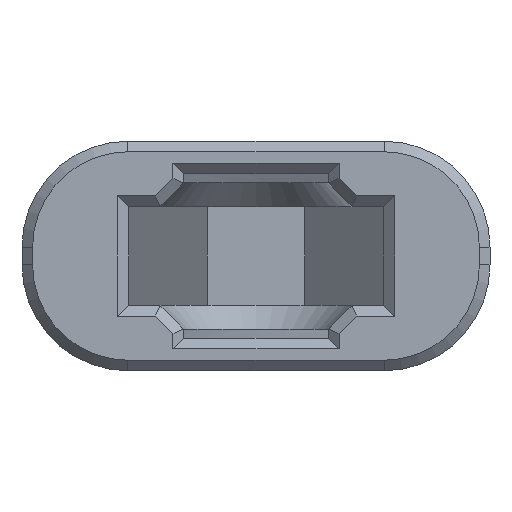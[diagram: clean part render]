
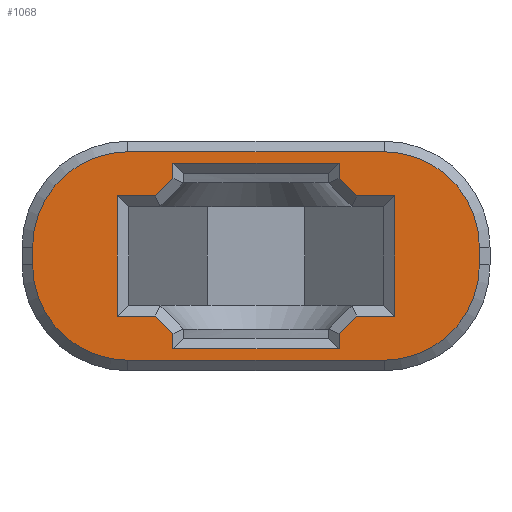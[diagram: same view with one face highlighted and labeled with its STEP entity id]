
A CAD part, front view. The second image highlights one B-rep face of the part: STEP entity #1068.
In plain terms, the highlighted planar face has unit normal (0, -1, 0).
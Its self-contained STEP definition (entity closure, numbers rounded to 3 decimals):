
#23=FACE_BOUND('',#161,.T.);
#40=PLANE('',#1161);
#91=FACE_OUTER_BOUND('',#160,.T.);
#160=EDGE_LOOP('',(#782,#783,#784,#785,#786,#787,#788,#789));
#161=EDGE_LOOP('',(#790,#791,#792,#793,#794,#795,#796,#797,#798,#799,#800,
#801,#802,#803,#804,#805));
#219=CIRCLE('',#1141,2.7);
#221=CIRCLE('',#1145,2.7);
#223=CIRCLE('',#1149,2.7);
#225=CIRCLE('',#1153,2.7);
#256=LINE('',#1583,#374);
#258=LINE('',#1592,#376);
#264=LINE('',#1607,#382);
#267=LINE('',#1616,#385);
#275=LINE('',#1638,#393);
#276=LINE('',#1640,#394);
#277=LINE('',#1642,#395);
#278=LINE('',#1644,#396);
#279=LINE('',#1646,#397);
#280=LINE('',#1648,#398);
#281=LINE('',#1650,#399);
#282=LINE('',#1652,#400);
#283=LINE('',#1654,#401);
#284=LINE('',#1656,#402);
#285=LINE('',#1658,#403);
#286=LINE('',#1660,#404);
#287=LINE('',#1662,#405);
#288=LINE('',#1664,#406);
#289=LINE('',#1666,#407);
#290=LINE('',#1667,#408);
#374=VECTOR('',#1256,10.);
#376=VECTOR('',#1266,10.);
#382=VECTOR('',#1280,10.);
#385=VECTOR('',#1291,10.);
#393=VECTOR('',#1313,10.);
#394=VECTOR('',#1314,10.);
#395=VECTOR('',#1315,10.);
#396=VECTOR('',#1316,10.);
#397=VECTOR('',#1317,10.);
#398=VECTOR('',#1318,10.);
#399=VECTOR('',#1319,10.);
#400=VECTOR('',#1320,10.);
#401=VECTOR('',#1321,10.);
#402=VECTOR('',#1322,10.);
#403=VECTOR('',#1323,10.);
#404=VECTOR('',#1324,10.);
#405=VECTOR('',#1325,10.);
#406=VECTOR('',#1326,10.);
#407=VECTOR('',#1327,10.);
#408=VECTOR('',#1328,10.);
#488=VERTEX_POINT('',#1570);
#491=VERTEX_POINT('',#1575);
#492=VERTEX_POINT('',#1579);
#494=VERTEX_POINT('',#1585);
#496=VERTEX_POINT('',#1591);
#498=VERTEX_POINT('',#1597);
#500=VERTEX_POINT('',#1603);
#502=VERTEX_POINT('',#1609);
#509=VERTEX_POINT('',#1636);
#510=VERTEX_POINT('',#1637);
#511=VERTEX_POINT('',#1639);
#512=VERTEX_POINT('',#1641);
#513=VERTEX_POINT('',#1643);
#514=VERTEX_POINT('',#1645);
#515=VERTEX_POINT('',#1647);
#516=VERTEX_POINT('',#1649);
#517=VERTEX_POINT('',#1651);
#518=VERTEX_POINT('',#1653);
#519=VERTEX_POINT('',#1655);
#520=VERTEX_POINT('',#1657);
#521=VERTEX_POINT('',#1659);
#522=VERTEX_POINT('',#1661);
#523=VERTEX_POINT('',#1663);
#524=VERTEX_POINT('',#1665);
#581=EDGE_CURVE('',#491,#488,#219,.T.);
#584=EDGE_CURVE('',#488,#492,#256,.T.);
#587=EDGE_CURVE('',#492,#494,#221,.T.);
#588=EDGE_CURVE('',#494,#496,#258,.T.);
#593=EDGE_CURVE('',#496,#498,#223,.T.);
#596=EDGE_CURVE('',#498,#500,#264,.T.);
#599=EDGE_CURVE('',#500,#502,#225,.T.);
#601=EDGE_CURVE('',#502,#491,#267,.T.);
#611=EDGE_CURVE('',#509,#510,#275,.T.);
#612=EDGE_CURVE('',#511,#509,#276,.T.);
#613=EDGE_CURVE('',#512,#511,#277,.T.);
#614=EDGE_CURVE('',#513,#512,#278,.T.);
#615=EDGE_CURVE('',#514,#513,#279,.T.);
#616=EDGE_CURVE('',#515,#514,#280,.T.);
#617=EDGE_CURVE('',#516,#515,#281,.T.);
#618=EDGE_CURVE('',#517,#516,#282,.T.);
#619=EDGE_CURVE('',#518,#517,#283,.T.);
#620=EDGE_CURVE('',#519,#518,#284,.T.);
#621=EDGE_CURVE('',#520,#519,#285,.T.);
#622=EDGE_CURVE('',#521,#520,#286,.T.);
#623=EDGE_CURVE('',#522,#521,#287,.T.);
#624=EDGE_CURVE('',#523,#522,#288,.T.);
#625=EDGE_CURVE('',#524,#523,#289,.T.);
#626=EDGE_CURVE('',#510,#524,#290,.T.);
#782=ORIENTED_EDGE('',*,*,#581,.F.);
#783=ORIENTED_EDGE('',*,*,#601,.F.);
#784=ORIENTED_EDGE('',*,*,#599,.F.);
#785=ORIENTED_EDGE('',*,*,#596,.F.);
#786=ORIENTED_EDGE('',*,*,#593,.F.);
#787=ORIENTED_EDGE('',*,*,#588,.F.);
#788=ORIENTED_EDGE('',*,*,#587,.F.);
#789=ORIENTED_EDGE('',*,*,#584,.F.);
#790=ORIENTED_EDGE('',*,*,#611,.F.);
#791=ORIENTED_EDGE('',*,*,#612,.F.);
#792=ORIENTED_EDGE('',*,*,#613,.F.);
#793=ORIENTED_EDGE('',*,*,#614,.F.);
#794=ORIENTED_EDGE('',*,*,#615,.F.);
#795=ORIENTED_EDGE('',*,*,#616,.F.);
#796=ORIENTED_EDGE('',*,*,#617,.F.);
#797=ORIENTED_EDGE('',*,*,#618,.F.);
#798=ORIENTED_EDGE('',*,*,#619,.F.);
#799=ORIENTED_EDGE('',*,*,#620,.F.);
#800=ORIENTED_EDGE('',*,*,#621,.F.);
#801=ORIENTED_EDGE('',*,*,#622,.F.);
#802=ORIENTED_EDGE('',*,*,#623,.F.);
#803=ORIENTED_EDGE('',*,*,#624,.F.);
#804=ORIENTED_EDGE('',*,*,#625,.F.);
#805=ORIENTED_EDGE('',*,*,#626,.F.);
#1068=ADVANCED_FACE('',(#91,#23),#40,.T.);
#1141=AXIS2_PLACEMENT_3D('',#1577,#1250,#1251);
#1145=AXIS2_PLACEMENT_3D('',#1589,#1262,#1263);
#1149=AXIS2_PLACEMENT_3D('',#1601,#1274,#1275);
#1153=AXIS2_PLACEMENT_3D('',#1613,#1286,#1287);
#1161=AXIS2_PLACEMENT_3D('',#1635,#1311,#1312);
#1250=DIRECTION('center_axis',(0.,1.,0.));
#1251=DIRECTION('ref_axis',(-0.707,0.,0.707));
#1256=DIRECTION('',(1.,0.,0.));
#1262=DIRECTION('center_axis',(0.,1.,0.));
#1263=DIRECTION('ref_axis',(0.707,0.,0.707));
#1266=DIRECTION('',(0.,0.,-1.));
#1274=DIRECTION('center_axis',(0.,1.,0.));
#1275=DIRECTION('ref_axis',(0.707,0.,-0.707));
#1280=DIRECTION('',(-1.,0.,0.));
#1286=DIRECTION('center_axis',(0.,1.,0.));
#1287=DIRECTION('ref_axis',(-0.707,0.,-0.707));
#1291=DIRECTION('',(0.,0.,1.));
#1311=DIRECTION('center_axis',(0.,-1.,0.));
#1312=DIRECTION('ref_axis',(1.,0.,0.));
#1313=DIRECTION('',(0.,0.,-1.));
#1314=DIRECTION('',(-1.,0.,0.));
#1315=DIRECTION('',(0.,0.,1.));
#1316=DIRECTION('',(-0.707,0.,0.707));
#1317=DIRECTION('',(-1.,0.,0.));
#1318=DIRECTION('',(0.,0.,1.));
#1319=DIRECTION('',(1.,0.,0.));
#1320=DIRECTION('',(0.707,0.,0.707));
#1321=DIRECTION('',(0.,0.,1.));
#1322=DIRECTION('',(1.,0.,0.));
#1323=DIRECTION('',(0.,0.,-1.));
#1324=DIRECTION('',(0.707,0.,-0.707));
#1325=DIRECTION('',(1.,0.,0.));
#1326=DIRECTION('',(0.,0.,-1.));
#1327=DIRECTION('',(-1.,0.,0.));
#1328=DIRECTION('',(-0.707,0.,-0.707));
#1570=CARTESIAN_POINT('',(0.,0.,2.95));
#1575=CARTESIAN_POINT('',(-2.7,0.,0.25));
#1577=CARTESIAN_POINT('Origin',(0.,0.,0.25));
#1579=CARTESIAN_POINT('',(7.25,0.,2.95));
#1583=CARTESIAN_POINT('',(0.313,0.,2.95));
#1585=CARTESIAN_POINT('',(9.95,0.,0.25));
#1589=CARTESIAN_POINT('Origin',(7.25,0.,0.25));
#1591=CARTESIAN_POINT('',(9.95,0.,-0.25));
#1592=CARTESIAN_POINT('',(9.95,0.,0.));
#1597=CARTESIAN_POINT('',(7.25,0.,-2.95));
#1601=CARTESIAN_POINT('Origin',(7.25,0.,-0.25));
#1603=CARTESIAN_POINT('',(0.,0.,-2.95));
#1607=CARTESIAN_POINT('',(0.313,0.,-2.95));
#1609=CARTESIAN_POINT('',(-2.7,0.,-0.25));
#1613=CARTESIAN_POINT('Origin',(0.,0.,-0.25));
#1616=CARTESIAN_POINT('',(-2.7,0.,0.));
#1635=CARTESIAN_POINT('Origin',(-3.,0.,0.));
#1636=CARTESIAN_POINT('',(1.275,0.,2.625));
#1637=CARTESIAN_POINT('',(1.275,0.,2.194));
#1638=CARTESIAN_POINT('',(1.275,0.,0.));
#1639=CARTESIAN_POINT('',(5.975,0.,2.625));
#1640=CARTESIAN_POINT('',(0.313,0.,2.625));
#1641=CARTESIAN_POINT('',(5.975,0.,2.194));
#1642=CARTESIAN_POINT('',(5.975,0.,0.));
#1643=CARTESIAN_POINT('',(6.469,0.,1.7));
#1644=CARTESIAN_POINT('',(4.403,0.,3.766));
#1645=CARTESIAN_POINT('',(7.55,0.,1.7));
#1646=CARTESIAN_POINT('',(0.313,0.,1.7));
#1647=CARTESIAN_POINT('',(7.55,0.,-1.7));
#1648=CARTESIAN_POINT('',(7.55,0.,0.));
#1649=CARTESIAN_POINT('',(6.469,0.,-1.7));
#1650=CARTESIAN_POINT('',(0.313,0.,-1.7));
#1651=CARTESIAN_POINT('',(5.975,0.,-2.194));
#1652=CARTESIAN_POINT('',(4.403,0.,-3.766));
#1653=CARTESIAN_POINT('',(5.975,0.,-2.625));
#1654=CARTESIAN_POINT('',(5.975,0.,0.));
#1655=CARTESIAN_POINT('',(1.275,0.,-2.625));
#1656=CARTESIAN_POINT('',(0.313,0.,-2.625));
#1657=CARTESIAN_POINT('',(1.275,0.,-2.194));
#1658=CARTESIAN_POINT('',(1.275,0.,0.));
#1659=CARTESIAN_POINT('',(0.781,0.,-1.7));
#1660=CARTESIAN_POINT('',(-0.466,0.,-0.453));
#1661=CARTESIAN_POINT('',(-0.3,0.,-1.7));
#1662=CARTESIAN_POINT('',(0.313,0.,-1.7));
#1663=CARTESIAN_POINT('',(-0.3,0.,1.7));
#1664=CARTESIAN_POINT('',(-0.3,0.,0.));
#1665=CARTESIAN_POINT('',(0.781,0.,1.7));
#1666=CARTESIAN_POINT('',(0.313,0.,1.7));
#1667=CARTESIAN_POINT('',(-0.466,0.,0.453));
